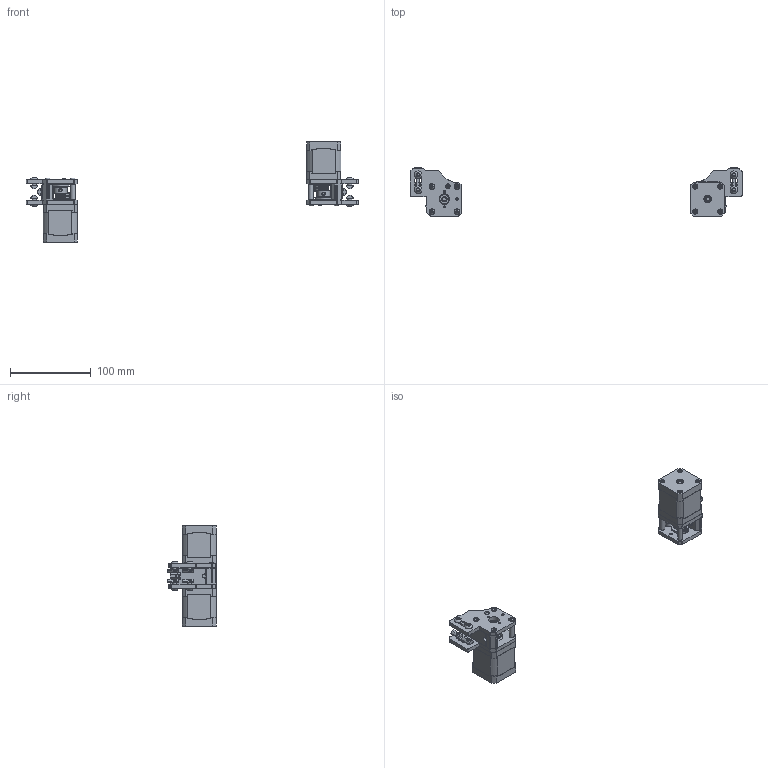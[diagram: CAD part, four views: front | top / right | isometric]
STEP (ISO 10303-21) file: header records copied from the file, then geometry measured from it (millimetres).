
FILE_DESCRIPTION(/* description */ ('','CAx-IF Rec.Pracs.---Representation and Presentation of Product Manufacturing Information (PMI)---4.0---2014-10-13'),/* implementation_level */ '2;1');
FILE_NAME(/* name */ '_28_Sheet_metal_VT_6mm_front_motor_mounts_NP_2.step',/* time_stamp */ '2024-12-14T20:20:44+01:00',/* author */ (''),/* organization */ (''),/* preprocessor_version */ 'ST-DEVELOPER v20',/* originating_system */ 'Autodesk Translation Framework v13.20.0.188',/* authorisation */ '');
FILE_SCHEMA (('AP242_MANAGED_MODEL_BASED_3D_ENGINEERING_MIM_LF { 1 0 10303 442 1 1 4 }'));
Length unit declared in the file: millimetre
Products named in the file (30): _28_Sheet_metal_VT_6mm_front_motor_mounts_NP_2; _Sheet_metal_VT_6mm_front_motor_mount_1; _Sheet_metal_VT_6mm_front_motor_mount_hardware_1; _Sheet_metal_6mm_front_motor_mount_motion_1; NEMA17; _Sheet_metal_VT_6mm_front_motor_mount_1_1; _Sheet_metal_VT_6mm_front_motor_mount_hardware_1_1; M3 washer; M3x8 BHCS; M5 2020 drop-in T-nut; M3x35 BHCS; M5 washer; M5x16 BHCS; M3xD6x20 spacer; M5x10 BHCS; M3x8 FHCS; _Sheet_metal_6mm_front_motor_mount_motion_1_1; M3xD5x20 threaded round standoff; Shim 1mm; M5xD8x5 spacer; Shim 0.5mm; GT2 20T 6mm pulley; F695 flanged bearing; NEMA17_1; _stepper; _standard shaft; Sheet_metal_6mm_spacer_b_2_or_2.5mm; Sheet_metal_VT_front_motor_mount_b_4.7-5mm; Sheet_metal_VT_front_motor_mount_a_4.7-5mm; Sheet_metal_VT_6mm_front_motor_mount_alignment_helper
Assembly tree (94 placements, depth 5):
  _28_Sheet_metal_VT_6mm_front_motor_mounts_NP_2
    _Sheet_metal_VT_6mm_front_motor_mount_1
      _Sheet_metal_VT_6mm_front_motor_mount_hardware_1
        M5x10 BHCS  x4
        M5 2020 drop-in T-nut  x5
        M3 washer  x4
        M3x8 BHCS
        M3x8 FHCS  x3
        M3x35 BHCS  x4
        M3xD6x20 spacer  x4
        M5 washer
        M5x16 BHCS
      _Sheet_metal_6mm_front_motor_mount_motion_1
        M5xD8x5 spacer  x2
        F695 flanged bearing  x3
        M3xD5x20 threaded round standoff
        Shim 1mm
        Shim 0.5mm  x2
        GT2 20T 6mm pulley
        NEMA17
          _stepper
          _standard shaft
      Sheet_metal_6mm_spacer_b_2_or_2.5mm
      Sheet_metal_VT_front_motor_mount_b_4.7-5mm
      Sheet_metal_VT_front_motor_mount_a_4.7-5mm
      Sheet_metal_VT_6mm_front_motor_mount_alignment_helper
    _Sheet_metal_VT_6mm_front_motor_mount_1_1
      _Sheet_metal_VT_6mm_front_motor_mount_hardware_1_1
        M5x10 BHCS  x4
        M5 2020 drop-in T-nut  x5
        M3 washer  x4
        M3x8 BHCS
        M3x8 FHCS  x3
        M3x35 BHCS  x4
        M3xD6x20 spacer  x4
        M5 washer
        M5x16 BHCS
      _Sheet_metal_6mm_front_motor_mount_motion_1_1
        M5xD8x5 spacer  x2
        F695 flanged bearing  x3
        M3xD5x20 threaded round standoff
        Shim 1mm
        Shim 0.5mm  x2
        GT2 20T 6mm pulley
        NEMA17_1
          _stepper
          _standard shaft
      Sheet_metal_6mm_spacer_b_2_or_2.5mm
      Sheet_metal_VT_front_motor_mount_b_4.7-5mm
      Sheet_metal_VT_front_motor_mount_a_4.7-5mm
      Sheet_metal_VT_6mm_front_motor_mount_alignment_helper
Bounding box: 410 x 59.9 x 124 mm (x, y, z)
Volume: 255520.8 mm3; surface area: 93899.9 mm2
Topology: 92 solids, 92 shells, 2228 faces, 5162 edges, 3248 vertices
Faces by surface type: plane 978, cylinder 766, cone 410, sphere 40, bspline 26, torus 8
Full cylindrical faces by diameter (mm): 0.8 x2, 2.464 x8, 2.5 x4, 2.529 x2, 3 x24, 3.1 x28, 3.2 x8, 3.4 x8, 4.2 x10, 5 x32, 5.001 x2, 5.1 x4, 5.2 x4, 5.3 x2, 5.7 x10, 6 x14, 6.1 x2, 6.2 x2, 6.5 x14, 7 x8, 7.823 x4, 8 x10, 8.141 x4, 9 x2, 9.5 x10, 10 x2, 10.4 x4, 11.5 x12, 12 x4, 13 x6
Entity records: 25783 total; most frequent: CARTESIAN_POINT 5789, DIRECTION 4333, ORIENTED_EDGE 3714, EDGE_CURVE 1857, AXIS2_PLACEMENT_3D 1666, VERTEX_POINT 1190, LINE 1001, VECTOR 1001
